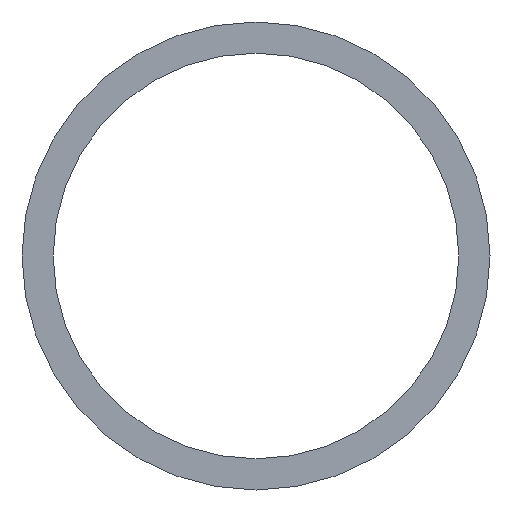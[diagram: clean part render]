
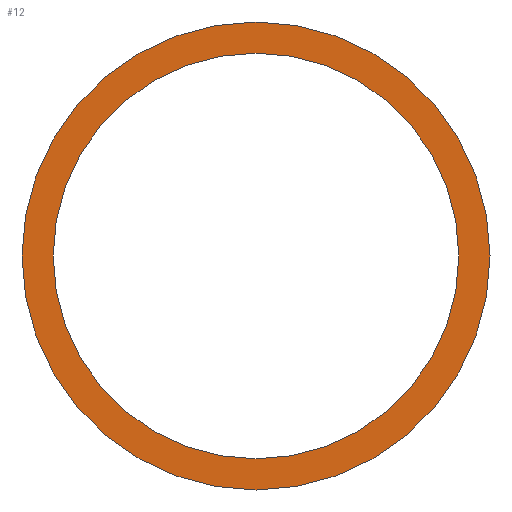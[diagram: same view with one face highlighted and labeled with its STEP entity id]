
A CAD part, front view. The second image highlights one B-rep face of the part: STEP entity #12.
In plain terms, the highlighted planar face has unit normal (0, -1, 0).
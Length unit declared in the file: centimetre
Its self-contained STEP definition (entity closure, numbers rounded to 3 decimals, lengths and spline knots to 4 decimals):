
#3 = ORIENTED_EDGE ( 'NONE', *, *, #154, .T. ) ;
#9 = VERTEX_POINT ( 'NONE', #143 ) ;
#11 = CARTESIAN_POINT ( 'NONE',  ( 0., 0., 0. ) ) ;
#12 = ADVANCED_FACE ( 'NONE', ( #174, #92 ), #90, .F. ) ;
#21 = CIRCLE ( 'NONE', #139, 0.3004 ) ;
#28 = ORIENTED_EDGE ( 'NONE', *, *, #188, .F. ) ;
#29 = AXIS2_PLACEMENT_3D ( 'NONE', #72, #37, #95 ) ;
#32 = VERTEX_POINT ( 'NONE', #158 ) ;
#35 = DIRECTION ( 'NONE',  ( 0., 0., 1. ) ) ;
#37 = DIRECTION ( 'NONE',  ( 0., 1., 0. ) ) ;
#38 = CARTESIAN_POINT ( 'NONE',  ( 0., 0., 0. ) ) ;
#39 = CARTESIAN_POINT ( 'NONE',  ( 0., 0., 0.3004 ) ) ;
#42 = AXIS2_PLACEMENT_3D ( 'NONE', #38, #196, #164 ) ;
#45 = DIRECTION ( 'NONE',  ( 0., 1., 0. ) ) ;
#55 = CIRCLE ( 'NONE', #81, 0.2604 ) ;
#58 = EDGE_CURVE ( 'NONE', #9, #32, #55, .T. ) ;
#60 = CIRCLE ( 'NONE', #29, 0.3004 ) ;
#65 = AXIS2_PLACEMENT_3D ( 'NONE', #131, #45, #106 ) ;
#66 = ORIENTED_EDGE ( 'NONE', *, *, #116, .F. ) ;
#70 = DIRECTION ( 'NONE',  ( 0., 1., 0. ) ) ;
#72 = CARTESIAN_POINT ( 'NONE',  ( 0., 0., 0. ) ) ;
#76 = DIRECTION ( 'NONE',  ( 0., 1., 0. ) ) ;
#81 = AXIS2_PLACEMENT_3D ( 'NONE', #148, #76, #35 ) ;
#90 = PLANE ( 'NONE',  #65 ) ;
#92 = FACE_BOUND ( 'NONE', #99, .T. ) ;
#95 = DIRECTION ( 'NONE',  ( 0., 0., 1. ) ) ;
#99 = EDGE_LOOP ( 'NONE', ( #3, #121 ) ) ;
#105 = VERTEX_POINT ( 'NONE', #39 ) ;
#106 = DIRECTION ( 'NONE',  ( 0., 0., 1. ) ) ;
#116 = EDGE_CURVE ( 'NONE', #195, #105, #21, .T. ) ;
#121 = ORIENTED_EDGE ( 'NONE', *, *, #58, .T. ) ;
#131 = CARTESIAN_POINT ( 'NONE',  ( 0., 0., 0. ) ) ;
#139 = AXIS2_PLACEMENT_3D ( 'NONE', #11, #70, #199 ) ;
#143 = CARTESIAN_POINT ( 'NONE',  ( 0., 0., 0.2604 ) ) ;
#148 = CARTESIAN_POINT ( 'NONE',  ( 0., 0., 0. ) ) ;
#154 = EDGE_CURVE ( 'NONE', #32, #9, #156, .T. ) ;
#156 = CIRCLE ( 'NONE', #42, 0.2604 ) ;
#158 = CARTESIAN_POINT ( 'NONE',  ( 0., 0., -0.2604 ) ) ;
#164 = DIRECTION ( 'NONE',  ( 0., 0., 1. ) ) ;
#174 = FACE_OUTER_BOUND ( 'NONE', #191, .T. ) ;
#181 = CARTESIAN_POINT ( 'NONE',  ( 0., 0., -0.3004 ) ) ;
#188 = EDGE_CURVE ( 'NONE', #105, #195, #60, .T. ) ;
#191 = EDGE_LOOP ( 'NONE', ( #66, #28 ) ) ;
#195 = VERTEX_POINT ( 'NONE', #181 ) ;
#196 = DIRECTION ( 'NONE',  ( 0., 1., 0. ) ) ;
#199 = DIRECTION ( 'NONE',  ( 0., 0., 1. ) ) ;
